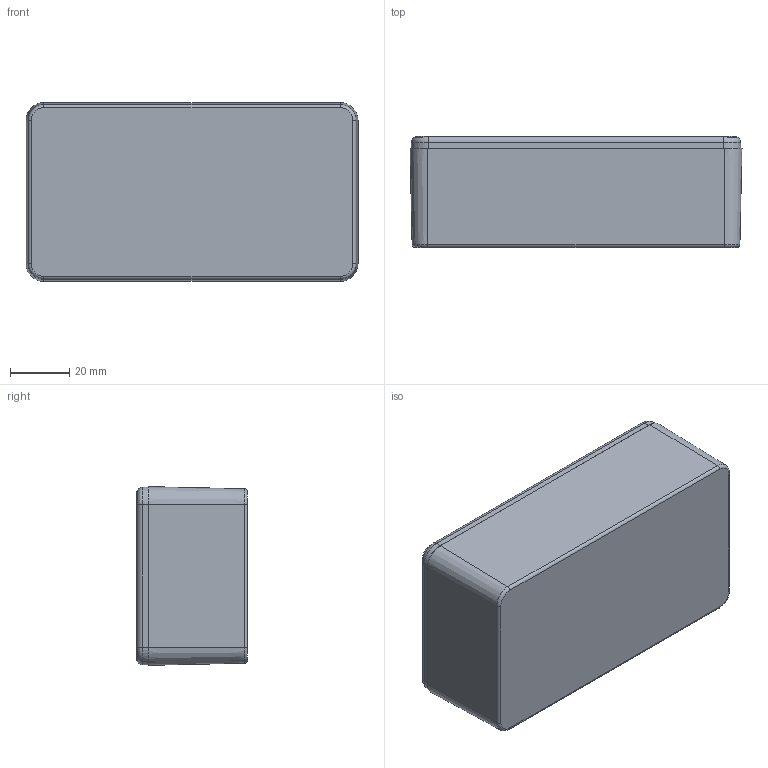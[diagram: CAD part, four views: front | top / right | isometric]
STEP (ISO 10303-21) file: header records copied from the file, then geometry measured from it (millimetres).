
FILE_DESCRIPTION(/* description */ (''),/* implementation_level */ '2;1');
FILE_NAME(/* name */ '1590B2.stp',/* time_stamp */ '2016-11-03T09:19:58-04:00',/* author */ ('mbeerman'),/* organization */ (''),/* preprocessor_version */ 'ST-DEVELOPER v16.1',/* originating_system */ 'Autodesk Inventor 2016',/* authorisation */ '');
FILE_SCHEMA (('AUTOMOTIVE_DESIGN { 1 0 10303 214 3 1 1 }'));
Products named in the file (4): 1590B2 BOX; 1590B-BS LID; #11669; 1590B2
Assembly tree (2 placements, depth 2):
  #11669
  1590B2
    1590B2 BOX
    1590B-BS LID
Bounding box: 112.4 x 37.5 x 60.5 mm (x, y, z)
Volume: 55124.3 mm3; surface area: 51503.1 mm2
Topology: 6 solids, 6 shells, 441 faces, 1150 edges, 740 vertices
Faces by surface type: plane 234, bspline 75, cylinder 60, cone 48, torus 16, sphere 8
Full cylindrical faces by diameter (mm): 2.642 x4, 3.378 x4, 3.5 x4, 4 x4, 6.858 x4
Entity records: 11658 total; most frequent: CARTESIAN_POINT 3327, ORIENTED_EDGE 1804, DIRECTION 1476, EDGE_CURVE 902, VERTEX_POINT 592, LINE 552, VECTOR 552, AXIS2_PLACEMENT_3D 462
